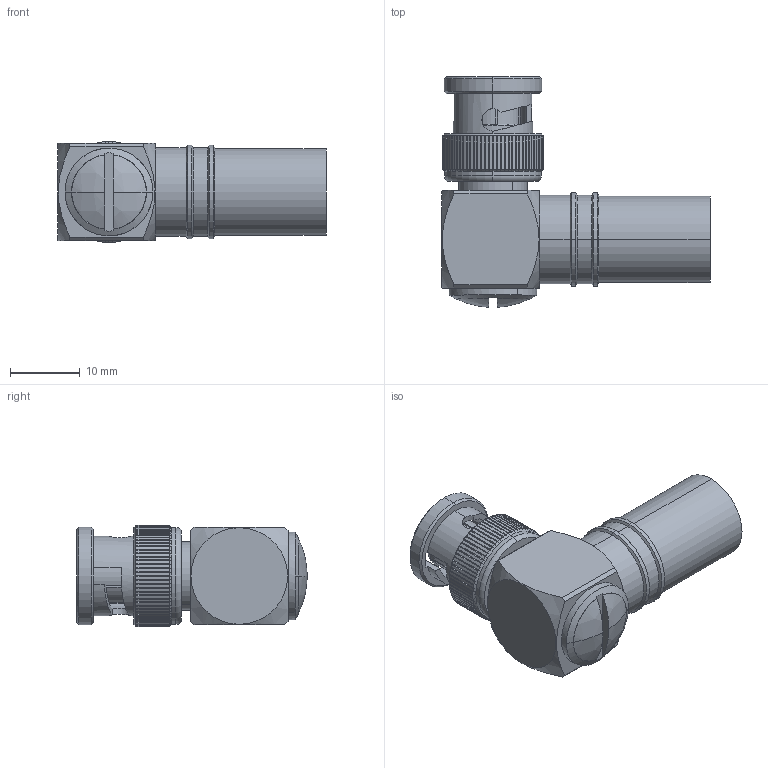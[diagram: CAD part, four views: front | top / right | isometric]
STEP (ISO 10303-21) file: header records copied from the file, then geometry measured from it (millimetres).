
FILE_DESCRIPTION (( 'STEP AP203' ), '1' );
FILE_NAME ('3190-6430(TC-400-BM-RA-D).STEP', '2019-05-05T05:09:32', ( '' ), ( '' ), 'SwSTEP 2.0', 'SolidWorks 2017', '' );
FILE_SCHEMA (( 'CONFIG_CONTROL_DESIGN' ));
Length unit declared in the file: millimetre
Products named in the file (1): 3190-6430(TC-400-BM-RA-D)
Bounding box: 38.5 x 33.09 x 14.5 mm (x, y, z)
Volume: 6572.3 mm3; surface area: 4961.4 mm2
Topology: 1 solids, 1 shells, 432 faces, 1189 edges, 773 vertices
Faces by surface type: plane 224, cylinder 150, cone 36, bspline 14, sphere 6, torus 2
Entity records: 14553 total; most frequent: CARTESIAN_POINT 3989, ORIENTED_EDGE 2378, DIRECTION 2000, EDGE_CURVE 1189, AXIS2_PLACEMENT_3D 788, VERTEX_POINT 773, EDGE_LOOP 450, ADVANCED_FACE 432
